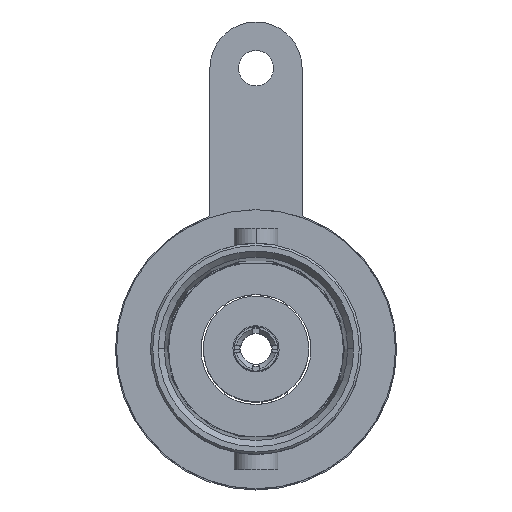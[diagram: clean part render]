
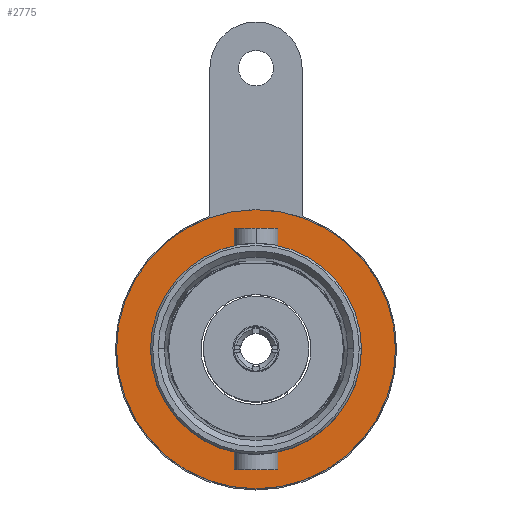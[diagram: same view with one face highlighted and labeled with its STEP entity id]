
A CAD part, top view. The second image highlights one B-rep face of the part: STEP entity #2775.
In plain terms, the highlighted planar face has unit normal (0, 0, 1).
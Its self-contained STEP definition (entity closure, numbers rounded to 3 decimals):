
#474 = CARTESIAN_POINT ( 'NONE',  ( 6.35, 0., 9.5 ) ) ;
#538 = DIRECTION ( 'NONE',  ( 0., 0., -1. ) ) ;
#1025 = DIRECTION ( 'NONE',  ( -1., 0., 0. ) ) ;
#1346 = DIRECTION ( 'NONE',  ( 1., 0., 0. ) ) ;
#2083 = EDGE_CURVE ( 'NONE', #5010, #3866, #10329, .T. ) ;
#2463 = DIRECTION ( 'NONE',  ( -1., 0., 0. ) ) ;
#2465 = CIRCLE ( 'NONE', #7971, 4.8 ) ;
#2691 = CARTESIAN_POINT ( 'NONE',  ( -4.8, 0., 9.5 ) ) ;
#2775 = ADVANCED_FACE ( 'NONE', ( #5933, #9561 ), #6707, .T. ) ;
#2840 = EDGE_CURVE ( 'NONE', #3866, #5010, #8407, .T. ) ;
#2900 = DIRECTION ( 'NONE',  ( -1., 0., 0. ) ) ;
#2917 = CARTESIAN_POINT ( 'NONE',  ( -6.35, 0., 9.5 ) ) ;
#3327 = CARTESIAN_POINT ( 'NONE',  ( 0., 0., 9.5 ) ) ;
#3822 = DIRECTION ( 'NONE',  ( 0., 0., -1. ) ) ;
#3866 = VERTEX_POINT ( 'NONE', #474 ) ;
#4160 = DIRECTION ( 'NONE',  ( -1., 0., 0. ) ) ;
#4421 = EDGE_LOOP ( 'NONE', ( #9864, #6489 ) ) ;
#4698 = CARTESIAN_POINT ( 'NONE',  ( 0., 0., 9.5 ) ) ;
#4831 = ORIENTED_EDGE ( 'NONE', *, *, #2083, .F. ) ;
#4938 = AXIS2_PLACEMENT_3D ( 'NONE', #10967, #3822, #1025 ) ;
#4972 = DIRECTION ( 'NONE',  ( 0., 0., 1. ) ) ;
#5010 = VERTEX_POINT ( 'NONE', #2917 ) ;
#5701 = CIRCLE ( 'NONE', #4938, 4.8 ) ;
#5933 = FACE_BOUND ( 'NONE', #4421, .T. ) ;
#5982 = EDGE_LOOP ( 'NONE', ( #4831, #11492 ) ) ;
#6489 = ORIENTED_EDGE ( 'NONE', *, *, #9417, .T. ) ;
#6707 = PLANE ( 'NONE',  #11657 ) ;
#6841 = VERTEX_POINT ( 'NONE', #2691 ) ;
#7440 = DIRECTION ( 'NONE',  ( 0., 0., -1. ) ) ;
#7441 = EDGE_CURVE ( 'NONE', #6841, #8080, #5701, .T. ) ;
#7971 = AXIS2_PLACEMENT_3D ( 'NONE', #4698, #7440, #2900 ) ;
#8080 = VERTEX_POINT ( 'NONE', #10197 ) ;
#8407 = CIRCLE ( 'NONE', #11473, 6.35 ) ;
#8851 = CARTESIAN_POINT ( 'NONE',  ( 0., 0., 9.5 ) ) ;
#9023 = DIRECTION ( 'NONE',  ( 0., 0., -1. ) ) ;
#9417 = EDGE_CURVE ( 'NONE', #8080, #6841, #2465, .T. ) ;
#9499 = CARTESIAN_POINT ( 'NONE',  ( 0., 4.8, 9.5 ) ) ;
#9561 = FACE_OUTER_BOUND ( 'NONE', #5982, .T. ) ;
#9864 = ORIENTED_EDGE ( 'NONE', *, *, #7441, .T. ) ;
#10197 = CARTESIAN_POINT ( 'NONE',  ( 4.8, 0., 9.5 ) ) ;
#10329 = CIRCLE ( 'NONE', #10696, 6.35 ) ;
#10696 = AXIS2_PLACEMENT_3D ( 'NONE', #3327, #538, #4160 ) ;
#10967 = CARTESIAN_POINT ( 'NONE',  ( 0., 0., 9.5 ) ) ;
#11473 = AXIS2_PLACEMENT_3D ( 'NONE', #8851, #9023, #2463 ) ;
#11492 = ORIENTED_EDGE ( 'NONE', *, *, #2840, .F. ) ;
#11657 = AXIS2_PLACEMENT_3D ( 'NONE', #9499, #4972, #1346 ) ;
